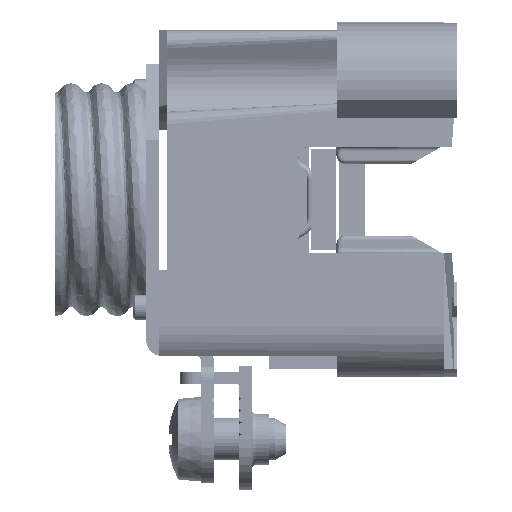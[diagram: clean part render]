
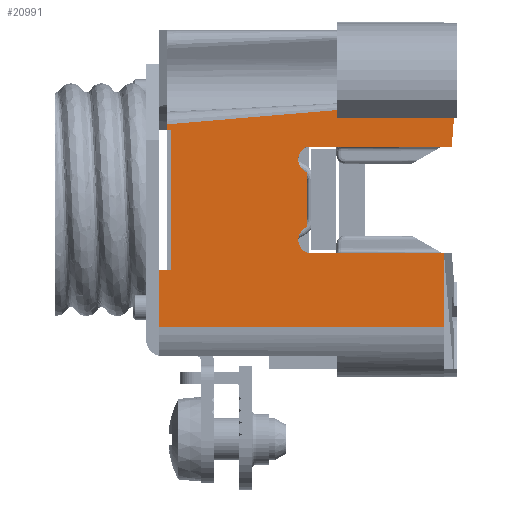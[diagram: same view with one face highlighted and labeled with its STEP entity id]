
A CAD part, left-side view. The second image highlights one B-rep face of the part: STEP entity #20991.
In plain terms, the highlighted face is planar.
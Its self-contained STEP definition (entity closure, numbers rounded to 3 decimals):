
#15383=DIRECTION('',(1.,0.,0.));
#15384=VECTOR('',#15383,6.75);
#15385=CARTESIAN_POINT('',(8.25,34.9,-18.5));
#15386=LINE('',#15385,#15384);
#15473=CARTESIAN_POINT('',(-4.75,16.775,-18.5));
#15474=DIRECTION('',(0.,0.,-1.));
#15475=DIRECTION('',(-0.923,0.385,0.));
#15476=AXIS2_PLACEMENT_3D('',#15473,#15474,#15475);
#15481=DIRECTION('',(1.,0.,0.));
#15482=VECTOR('',#15481,6.5);
#15483=CARTESIAN_POINT('',(-3.25,17.4,-18.5));
#15484=LINE('',#15483,#15482);
#15488=CARTESIAN_POINT('',(4.75,16.775,-18.5));
#15489=DIRECTION('',(0.,0.,-1.));
#15490=DIRECTION('',(-0.923,0.385,0.));
#15491=AXIS2_PLACEMENT_3D('',#15488,#15489,#15490);
#15496=DIRECTION('',(0.,-1.,0.));
#15497=VECTOR('',#15496,16.2);
#15498=CARTESIAN_POINT('',(6.25,17.4,-18.5));
#15499=LINE('',#15498,#15497);
#15503=DIRECTION('',(1.,0.,0.));
#15504=VECTOR('',#15503,8.75);
#15505=CARTESIAN_POINT('',(6.25,1.2,-18.5));
#15506=LINE('',#15505,#15504);
#15510=DIRECTION('',(0.,-1.,0.));
#15511=VECTOR('',#15510,1.5);
#15512=CARTESIAN_POINT('',(8.25,34.9,-18.5));
#15513=LINE('',#15512,#15511);
#15517=DIRECTION('',(-0.084,-0.996,0.));
#15518=VECTOR('',#15517,20.171);
#15519=CARTESIAN_POINT('',(-8.909,33.9,-18.5));
#15520=LINE('',#15519,#15518);
#15524=DIRECTION('',(1.,0.,0.));
#15525=VECTOR('',#15524,0.899);
#15526=CARTESIAN_POINT('',(-10.599,13.8,-18.5));
#15527=LINE('',#15526,#15525);
#15545=DIRECTION('',(-0.997,-0.077,0.));
#15546=VECTOR('',#15545,3.46);
#15547=CARTESIAN_POINT('',(-6.25,0.268,-18.5));
#15548=LINE('',#15547,#15546);
#16038=DIRECTION('',(0.,1.,0.));
#16039=VECTOR('',#16038,13.8);
#16040=CARTESIAN_POINT('',(-9.7,0.,-18.5));
#16041=LINE('',#16040,#16039);
#16161=DIRECTION('',(1.,0.,0.));
#16162=VECTOR('',#16161,0.659);
#16163=CARTESIAN_POINT('',(-8.909,33.9,-18.5));
#16164=LINE('',#16163,#16162);
#16477=DIRECTION('',(0.,-1.,0.));
#16478=VECTOR('',#16477,0.5);
#16479=CARTESIAN_POINT('',(-8.25,33.9,-18.5));
#16480=LINE('',#16479,#16478);
#16498=DIRECTION('',(1.,0.,0.));
#16499=VECTOR('',#16498,16.5);
#16500=CARTESIAN_POINT('',(-8.25,33.4,-18.5));
#16501=LINE('',#16500,#16499);
#16613=DIRECTION('',(0.,-1.,0.));
#16614=VECTOR('',#16613,17.132);
#16615=CARTESIAN_POINT('',(-6.25,17.4,-18.5));
#16616=LINE('',#16615,#16614);
#17053=DIRECTION('',(0.,-1.,0.));
#17054=VECTOR('',#17053,33.7);
#17055=CARTESIAN_POINT('',(15.,34.9,-18.5));
#17056=LINE('',#17055,#17054);
#19636=CARTESIAN_POINT('',(8.25,34.9,-18.5));
#19637=CARTESIAN_POINT('',(15.,34.9,-18.5));
#19638=VERTEX_POINT('',#19636);
#19639=VERTEX_POINT('',#19637);
#19700=CARTESIAN_POINT('',(15.,1.2,-18.5));
#19701=VERTEX_POINT('',#19700);
#19702=CARTESIAN_POINT('',(6.25,1.2,-18.5));
#19703=VERTEX_POINT('',#19702);
#19789=CARTESIAN_POINT('',(6.25,17.4,-18.5));
#19790=VERTEX_POINT('',#19789);
#19883=CARTESIAN_POINT('',(-6.25,0.268,-18.5));
#19884=VERTEX_POINT('',#19883);
#19909=CARTESIAN_POINT('',(-6.25,17.4,-18.5));
#19910=VERTEX_POINT('',#19909);
#19937=CARTESIAN_POINT('',(-9.7,0.,-18.5));
#19938=VERTEX_POINT('',#19937);
#19980=CARTESIAN_POINT('',(-9.7,13.8,-18.5));
#19981=VERTEX_POINT('',#19980);
#19986=CARTESIAN_POINT('',(-3.25,17.4,-18.5));
#19987=VERTEX_POINT('',#19986);
#19988=CARTESIAN_POINT('',(3.25,17.4,-18.5));
#19989=VERTEX_POINT('',#19988);
#19990=CARTESIAN_POINT('',(8.25,33.4,-18.5));
#19991=VERTEX_POINT('',#19990);
#19992=CARTESIAN_POINT('',(-8.25,33.4,-18.5));
#19993=VERTEX_POINT('',#19992);
#19994=CARTESIAN_POINT('',(-8.25,33.9,-18.5));
#19995=VERTEX_POINT('',#19994);
#19996=CARTESIAN_POINT('',(-8.909,33.9,-18.5));
#19997=VERTEX_POINT('',#19996);
#19998=CARTESIAN_POINT('',(-10.599,13.8,-18.5));
#19999=VERTEX_POINT('',#19998);
#20953=CARTESIAN_POINT('',(20.,0.,-18.5));
#20954=DIRECTION('',(0.,0.,-1.));
#20955=DIRECTION('',(-1.,0.,0.));
#20956=AXIS2_PLACEMENT_3D('',#20953,#20954,#20955);
#20957=PLANE('',#20956);
#20959=ORIENTED_EDGE('',*,*,#20958,.F.);
#20961=ORIENTED_EDGE('',*,*,#20960,.F.);
#20963=ORIENTED_EDGE('',*,*,#20962,.T.);
#20965=ORIENTED_EDGE('',*,*,#20964,.T.);
#20967=ORIENTED_EDGE('',*,*,#20966,.T.);
#20969=ORIENTED_EDGE('',*,*,#20968,.T.);
#20971=ORIENTED_EDGE('',*,*,#20970,.T.);
#20973=ORIENTED_EDGE('',*,*,#20972,.F.);
#20974=ORIENTED_EDGE('',*,*,#20916,.F.);
#20976=ORIENTED_EDGE('',*,*,#20975,.T.);
#20978=ORIENTED_EDGE('',*,*,#20977,.F.);
#20980=ORIENTED_EDGE('',*,*,#20979,.F.);
#20982=ORIENTED_EDGE('',*,*,#20981,.F.);
#20984=ORIENTED_EDGE('',*,*,#20983,.T.);
#20986=ORIENTED_EDGE('',*,*,#20985,.T.);
#20988=ORIENTED_EDGE('',*,*,#20987,.F.);
#20989=EDGE_LOOP('',(#20959,#20961,#20963,#20965,#20967,#20969,#20971,#20973,
#20974,#20976,#20978,#20980,#20982,#20984,#20986,#20988));
#20990=FACE_OUTER_BOUND('',#20989,.F.);
#15477=CIRCLE('',#15476,1.625);
#15492=CIRCLE('',#15491,1.625);
#20916=EDGE_CURVE('',#19638,#19639,#15386,.T.);
#20958=EDGE_CURVE('',#19884,#19938,#15548,.T.);
#20960=EDGE_CURVE('',#19910,#19884,#16616,.T.);
#20962=EDGE_CURVE('',#19910,#19987,#15477,.T.);
#20964=EDGE_CURVE('',#19987,#19989,#15484,.T.);
#20966=EDGE_CURVE('',#19989,#19790,#15492,.T.);
#20968=EDGE_CURVE('',#19790,#19703,#15499,.T.);
#20970=EDGE_CURVE('',#19703,#19701,#15506,.T.);
#20972=EDGE_CURVE('',#19639,#19701,#17056,.T.);
#20975=EDGE_CURVE('',#19638,#19991,#15513,.T.);
#20977=EDGE_CURVE('',#19993,#19991,#16501,.T.);
#20979=EDGE_CURVE('',#19995,#19993,#16480,.T.);
#20981=EDGE_CURVE('',#19997,#19995,#16164,.T.);
#20983=EDGE_CURVE('',#19997,#19999,#15520,.T.);
#20985=EDGE_CURVE('',#19999,#19981,#15527,.T.);
#20987=EDGE_CURVE('',#19938,#19981,#16041,.T.);
#20991=ADVANCED_FACE('',(#20990),#20957,.T.);
